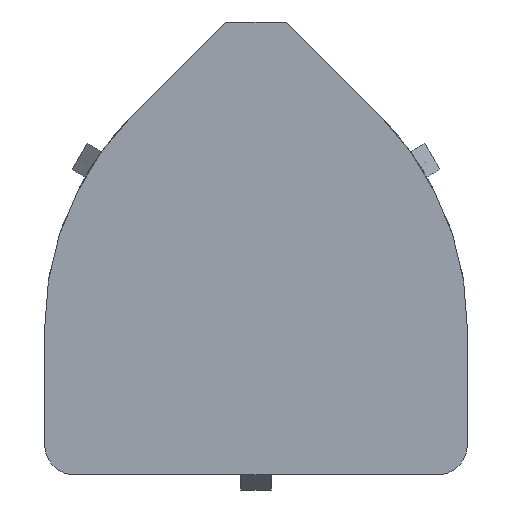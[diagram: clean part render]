
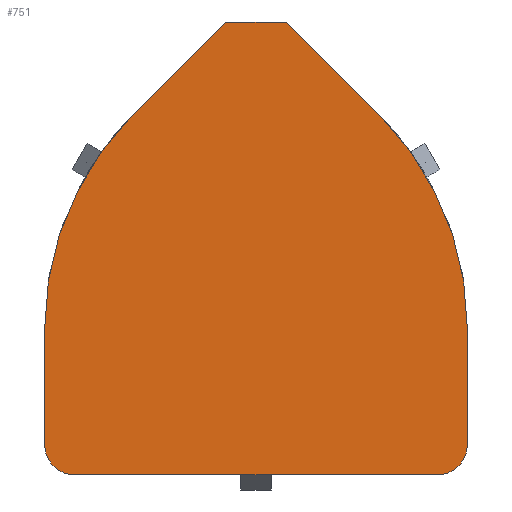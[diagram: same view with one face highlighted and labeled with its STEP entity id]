
A CAD part, front view. The second image highlights one B-rep face of the part: STEP entity #751.
In plain terms, the highlighted planar face has unit normal (0, -1, 0).
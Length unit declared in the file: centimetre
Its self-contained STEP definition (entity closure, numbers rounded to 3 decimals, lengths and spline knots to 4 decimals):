
#20=PLANE('',#809);
#52=FACE_OUTER_BOUND('',#94,.T.);
#94=EDGE_LOOP('',(#521,#522,#523,#524,#525,#526,#527,#528,#529,#530));
#140=LINE('',#1109,#225);
#141=LINE('',#1113,#226);
#142=LINE('',#1117,#227);
#143=LINE('',#1119,#228);
#144=LINE('',#1121,#229);
#145=LINE('',#1124,#230);
#225=VECTOR('',#886,1.);
#226=VECTOR('',#889,1.);
#227=VECTOR('',#892,1.);
#228=VECTOR('',#893,1.);
#229=VECTOR('',#894,1.);
#230=VECTOR('',#897,1.);
#309=CIRCLE('',#808,1.);
#310=CIRCLE('',#810,1.);
#311=CIRCLE('',#811,10.);
#312=CIRCLE('',#812,10.);
#334=VERTEX_POINT('',#1102);
#335=VERTEX_POINT('',#1104);
#336=VERTEX_POINT('',#1108);
#337=VERTEX_POINT('',#1110);
#338=VERTEX_POINT('',#1112);
#339=VERTEX_POINT('',#1114);
#340=VERTEX_POINT('',#1116);
#341=VERTEX_POINT('',#1118);
#342=VERTEX_POINT('',#1120);
#343=VERTEX_POINT('',#1122);
#408=EDGE_CURVE('',#334,#335,#309,.T.);
#410=EDGE_CURVE('',#334,#336,#140,.T.);
#411=EDGE_CURVE('',#337,#336,#310,.T.);
#412=EDGE_CURVE('',#337,#338,#141,.T.);
#413=EDGE_CURVE('',#338,#339,#311,.T.);
#414=EDGE_CURVE('',#339,#340,#142,.T.);
#415=EDGE_CURVE('',#340,#341,#143,.T.);
#416=EDGE_CURVE('',#341,#342,#144,.T.);
#417=EDGE_CURVE('',#342,#343,#312,.T.);
#418=EDGE_CURVE('',#343,#335,#145,.T.);
#521=ORIENTED_EDGE('',*,*,#408,.F.);
#522=ORIENTED_EDGE('',*,*,#410,.T.);
#523=ORIENTED_EDGE('',*,*,#411,.F.);
#524=ORIENTED_EDGE('',*,*,#412,.T.);
#525=ORIENTED_EDGE('',*,*,#413,.T.);
#526=ORIENTED_EDGE('',*,*,#414,.T.);
#527=ORIENTED_EDGE('',*,*,#415,.T.);
#528=ORIENTED_EDGE('',*,*,#416,.T.);
#529=ORIENTED_EDGE('',*,*,#417,.T.);
#530=ORIENTED_EDGE('',*,*,#418,.T.);
#751=ADVANCED_FACE('',(#52),#20,.F.);
#808=AXIS2_PLACEMENT_3D('',#1105,#881,#882);
#809=AXIS2_PLACEMENT_3D('',#1107,#884,#885);
#810=AXIS2_PLACEMENT_3D('',#1111,#887,#888);
#811=AXIS2_PLACEMENT_3D('',#1115,#890,#891);
#812=AXIS2_PLACEMENT_3D('',#1123,#895,#896);
#881=DIRECTION('center_axis',(0.,1.,0.));
#882=DIRECTION('ref_axis',(-0.707,0.,-0.707));
#884=DIRECTION('center_axis',(0.,1.,0.));
#885=DIRECTION('ref_axis',(1.,0.,0.));
#886=DIRECTION('',(1.,0.,0.));
#887=DIRECTION('center_axis',(0.,1.,0.));
#888=DIRECTION('ref_axis',(0.707,0.,-0.707));
#889=DIRECTION('',(0.,0.,1.));
#890=DIRECTION('center_axis',(0.,-1.,0.));
#891=DIRECTION('ref_axis',(0.707,0.,0.707));
#892=DIRECTION('',(-0.707,0.,0.707));
#893=DIRECTION('',(-1.,0.,0.));
#894=DIRECTION('',(-0.707,0.,-0.707));
#895=DIRECTION('center_axis',(0.,-1.,0.));
#896=DIRECTION('ref_axis',(-1.,0.,0.));
#897=DIRECTION('',(0.,0.,-1.));
#1102=CARTESIAN_POINT('',(1.,-0.5,-10.));
#1104=CARTESIAN_POINT('',(0.,-0.5,-9.));
#1105=CARTESIAN_POINT('Origin',(1.,-0.5,-9.));
#1107=CARTESIAN_POINT('Origin',(7.,-0.5,-2.5));
#1108=CARTESIAN_POINT('',(13.,-0.5,-10.));
#1109=CARTESIAN_POINT('',(14.,-0.5,-10.));
#1110=CARTESIAN_POINT('',(14.,-0.5,-9.));
#1111=CARTESIAN_POINT('Origin',(13.,-0.5,-9.));
#1112=CARTESIAN_POINT('',(14.,-0.5,-5.1421));
#1113=CARTESIAN_POINT('',(14.,-0.5,-5.1421));
#1114=CARTESIAN_POINT('',(11.0711,-0.5,1.9289));
#1115=CARTESIAN_POINT('Origin',(4.,-0.5,-5.1421));
#1116=CARTESIAN_POINT('',(8.,-0.5,5.));
#1117=CARTESIAN_POINT('',(11.0711,-0.5,1.9289));
#1118=CARTESIAN_POINT('',(6.,-0.5,5.));
#1119=CARTESIAN_POINT('',(6.,-0.5,5.));
#1120=CARTESIAN_POINT('',(2.9289,-0.5,1.9289));
#1121=CARTESIAN_POINT('',(2.9289,-0.5,1.9289));
#1122=CARTESIAN_POINT('',(0.,-0.5,-5.1421));
#1123=CARTESIAN_POINT('Origin',(10.,-0.5,-5.1421));
#1124=CARTESIAN_POINT('',(0.,-0.5,-10.));
